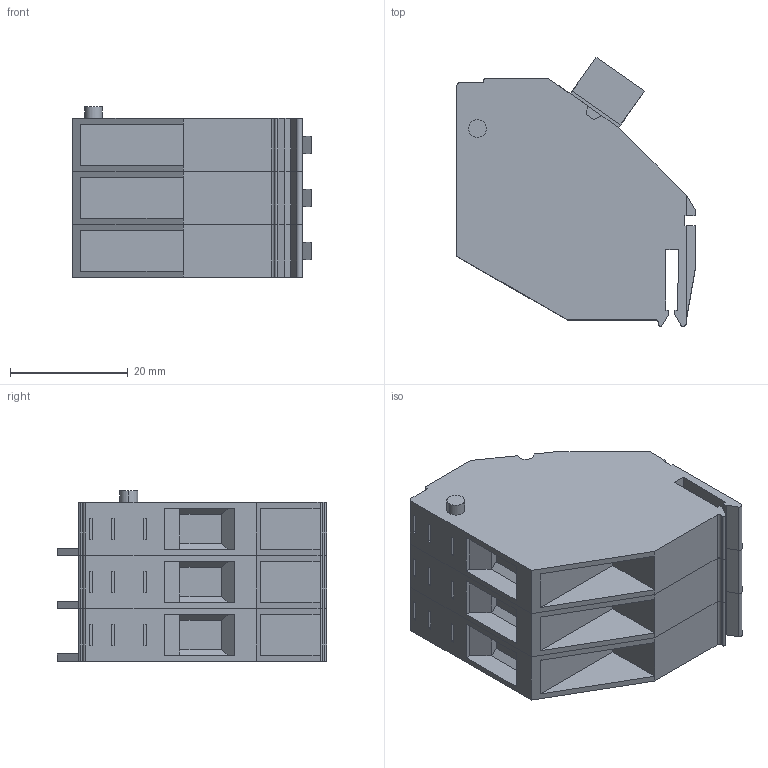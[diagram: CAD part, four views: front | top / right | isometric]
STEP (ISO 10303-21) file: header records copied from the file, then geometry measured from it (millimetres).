
FILE_DESCRIPTION(('FreeCAD Model'),'2;1');
FILE_NAME('1138_TK_10_3polig.stp','2018-08-31T07:52:10',('Author'),(''), 'Open CASCADE STEP processor 7.2','FreeCAD','Unknown');
FILE_SCHEMA(('AUTOMOTIVE_DESIGN { 1 0 10303 214 1 1 1 1 }'));
Length unit declared in the file: millimetre
Products named in the file (1): 1138_TK_10_3polig
Bounding box: 40.5 x 45.77 x 29 mm (x, y, z)
Volume: 30946.3 mm3; surface area: 14591.1 mm2
Topology: 3 solids, 3 shells, 321 faces, 852 edges, 561 vertices
Faces by surface type: plane 282, cylinder 39
Entity records: 23244 total; most frequent: CARTESIAN_POINT 3673, DIRECTION 3239, LINE 2400, VECTOR 2400, ORIENTED_EDGE 1704, PCURVE 1704, DEFINITIONAL_REPRESENTATION 1704, EDGE_CURVE 852
